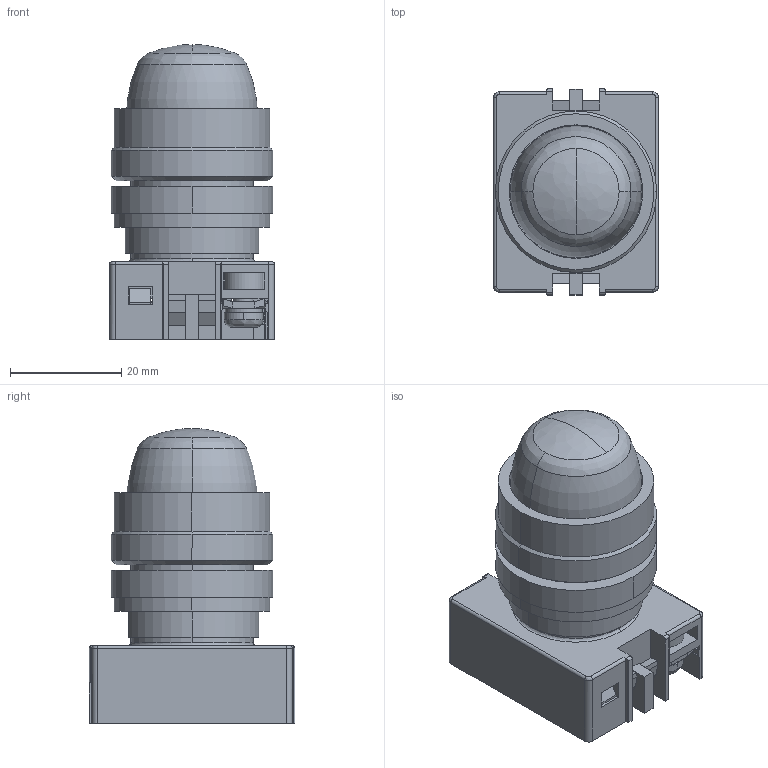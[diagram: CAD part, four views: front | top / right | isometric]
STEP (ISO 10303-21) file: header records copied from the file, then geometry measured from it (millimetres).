
FILE_DESCRIPTION (( 'STEP AP214' ), '1' );
FILE_NAME ('18_APW2##D$.STEP', '2021-01-15T07:55:35', ( 'IDEC' ), ( 'IDEC' ), 'SwSTEP 2.0', 'SolidWorks 2019', '' );
FILE_SCHEMA (( 'AUTOMOTIVE_DESIGN' ));
Length unit declared in the file: millimetre
Products named in the file (5): TW-RING; TW-PL-BODY; TW-ADJUSTMENT-RING; TW-ROUND-LENS; 18_APW2##D$
Assembly tree (4 placements, depth 2):
  18_APW2##D$
    TW-PL-BODY
    TW-ROUND-LENS
    TW-RING
    TW-ADJUSTMENT-RING
Bounding box: 29.6 x 37 x 53 mm (x, y, z)
Volume: 32112.2 mm3; surface area: 15823.7 mm2
Topology: 4 solids, 4 shells, 361 faces, 1021 edges, 657 vertices
Faces by surface type: plane 260, cylinder 77, bspline 18, cone 4, torus 2
Entity records: 13382 total; most frequent: CARTESIAN_POINT 3889, ORIENTED_EDGE 2036, DIRECTION 1816, EDGE_CURVE 1018, VECTOR 804, LINE 804, VERTEX_POINT 656, AXIS2_PLACEMENT_3D 506
